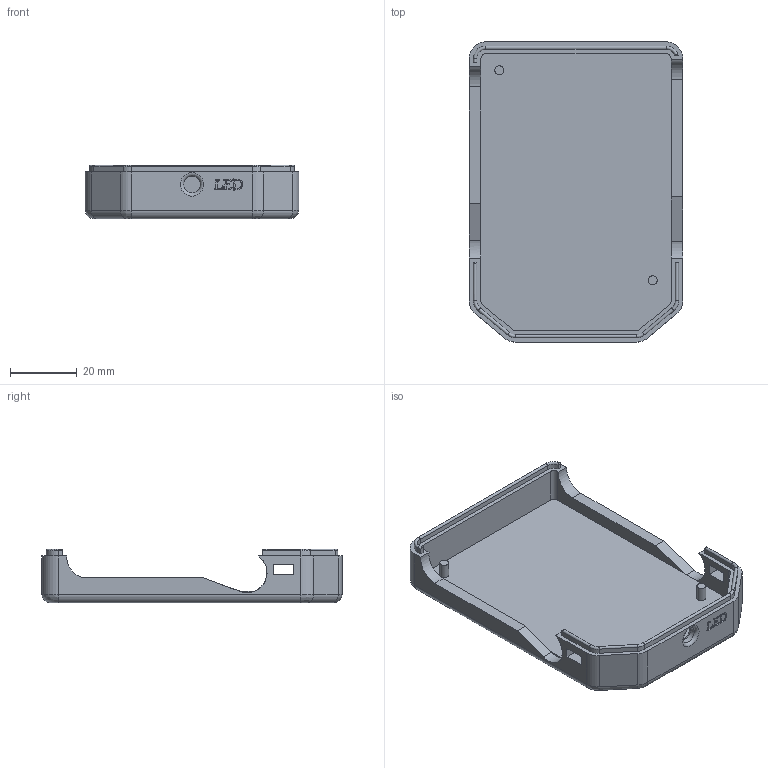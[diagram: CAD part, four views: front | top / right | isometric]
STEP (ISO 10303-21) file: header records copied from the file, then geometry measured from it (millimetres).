
FILE_DESCRIPTION(/* description */ (''),/* implementation_level */ '2;1');
FILE_NAME(/* name */ 'Enabled-Controller-Bottom.step',/* time_stamp */ '2020-11-28T19:21:44-08:00',/* author */ (''),/* organization */ (''),/* preprocessor_version */ 'ST-DEVELOPER v18.1',/* originating_system */ 'Autodesk Translation Framework v9.3.0.1241',/* authorisation */ '');
FILE_SCHEMA (('AUTOMOTIVE_DESIGN { 1 0 10303 214 3 1 1 }'));
Length unit declared in the file: millimetre
Products named in the file (2): Enabled-Controller-Bottom; Plastic Case
Assembly tree (1 placements, depth 2):
  Enabled-Controller-Bottom
    Plastic Case
Bounding box: 64 x 90 x 16 mm (x, y, z)
Volume: 26593.6 mm3; surface area: 17009.6 mm2
Topology: 1 solids, 1 shells, 298 faces, 808 edges, 525 vertices
Faces by surface type: bspline 158, plane 84, cylinder 48, torus 8
Full cylindrical faces by diameter (mm): 2.7 x2, 5 x1
Entity records: 10868 total; most frequent: CARTESIAN_POINT 4292, ORIENTED_EDGE 1616, DIRECTION 894, EDGE_CURVE 808, VERTEX_POINT 525, LINE 396, VECTOR 396, EDGE_LOOP 317
